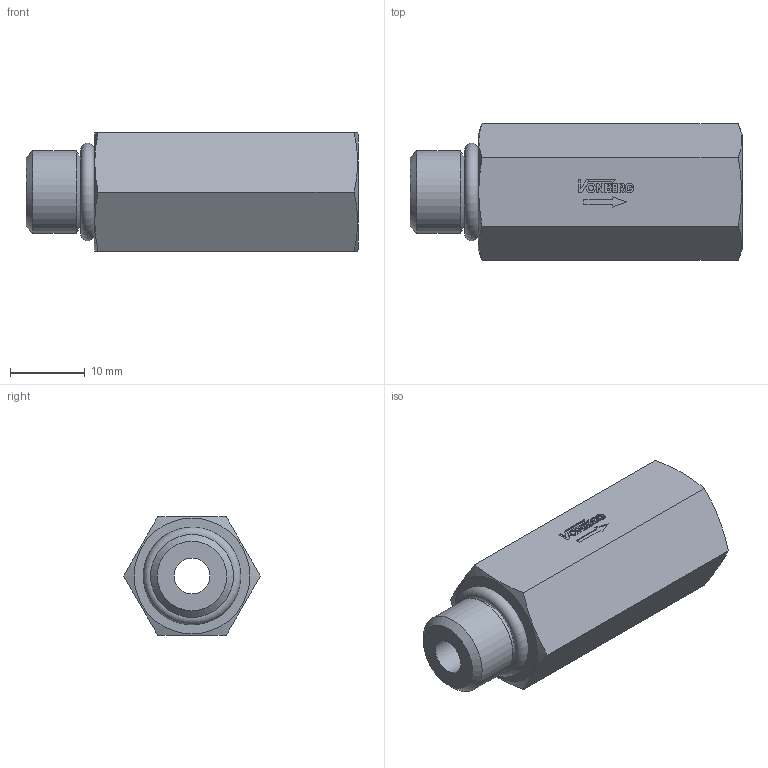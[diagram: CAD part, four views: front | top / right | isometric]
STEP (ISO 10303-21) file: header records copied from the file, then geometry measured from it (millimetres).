
FILE_DESCRIPTION((''),'2;1');
FILE_NAME('10112-804.stp','2015-01-02T13:44:05',('jml'),(''),'Autodesk Inventor 2010','Autodesk Inventor 2010','');
FILE_SCHEMA(('AUTOMOTIVE_DESIGN { 1 0 10303 214 1 1 1 1 }'));
Length unit declared in the file: inch
Products named in the file (3): 10112-804; 220619; 904 O-RING
Assembly tree (2 placements, depth 2):
  10112-804
    220619
    904 O-RING
Bounding box: 44.45 x 18.33 x 15.88 mm (x, y, z)
Volume: 6680.5 mm3; surface area: 3773.3 mm2
Topology: 2 solids, 2 shells, 121 faces, 304 edges, 200 vertices
Faces by surface type: plane 93, cylinder 19, cone 7, torus 2
Full cylindrical faces by diameter (mm): 0.696 x1, 4.775 x1, 9.296 x1, 9.728 x1, 11.1 x1
Entity records: 3604 total; most frequent: CARTESIAN_POINT 637, ORIENTED_EDGE 578, DIRECTION 576, EDGE_CURVE 289, VECTOR 230, LINE 230, VERTEX_POINT 198, AXIS2_PLACEMENT_3D 173
